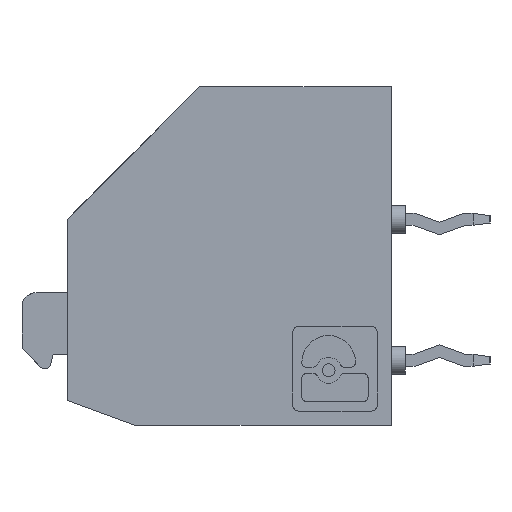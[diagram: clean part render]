
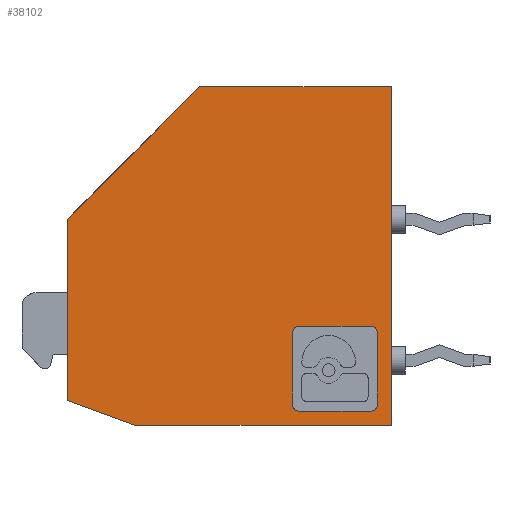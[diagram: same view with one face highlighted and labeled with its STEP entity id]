
A CAD part, left-side view. The second image highlights one B-rep face of the part: STEP entity #38102.
In plain terms, the highlighted planar face has unit normal (-1, 0, 0).
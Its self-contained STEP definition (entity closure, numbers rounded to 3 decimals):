
#24 = ORIENTED_EDGE ( 'NONE', *, *, #29422, .F. ) ;
#314 = VERTEX_POINT ( 'NONE', #39685 ) ;
#640 = VERTEX_POINT ( 'NONE', #16963 ) ;
#791 = ORIENTED_EDGE ( 'NONE', *, *, #41944, .F. ) ;
#881 = CARTESIAN_POINT ( 'NONE',  ( -30.75, 18.8, -6. ) ) ;
#1734 = VECTOR ( 'NONE', #29075, 1000. ) ;
#2200 = DIRECTION ( 'NONE',  ( -1., 0., 0. ) ) ;
#2444 = DIRECTION ( 'NONE',  ( 0., 1., 0. ) ) ;
#3575 = DIRECTION ( 'NONE',  ( 0., 0., 1. ) ) ;
#3779 = DIRECTION ( 'NONE',  ( 0., 0., 1. ) ) ;
#3782 = DIRECTION ( 'NONE',  ( 0., 0., -1. ) ) ;
#4082 = CIRCLE ( 'NONE', #18417, 0.211 ) ;
#4313 = EDGE_CURVE ( 'NONE', #21651, #314, #7404, .T. ) ;
#4678 = DIRECTION ( 'NONE',  ( 0., 0., 1. ) ) ;
#4995 = CIRCLE ( 'NONE', #31390, 0.211 ) ;
#5864 = VERTEX_POINT ( 'NONE', #7345 ) ;
#6191 = VERTEX_POINT ( 'NONE', #11930 ) ;
#6476 = VERTEX_POINT ( 'NONE', #36467 ) ;
#6900 = DIRECTION ( 'NONE',  ( 0., -1., 0. ) ) ;
#6981 = VECTOR ( 'NONE', #3782, 1000. ) ;
#7345 = CARTESIAN_POINT ( 'NONE',  ( -30.75, 0., 6. ) ) ;
#7404 = LINE ( 'NONE', #31986, #37292 ) ;
#7586 = CARTESIAN_POINT ( 'NONE',  ( -30.75, 0., 6. ) ) ;
#7901 = FACE_OUTER_BOUND ( 'NONE', #42146, .T. ) ;
#7927 = ORIENTED_EDGE ( 'NONE', *, *, #37520, .T. ) ;
#7988 = CARTESIAN_POINT ( 'NONE',  ( -30.75, 0., -6. ) ) ;
#8152 = EDGE_CURVE ( 'NONE', #6191, #41045, #21496, .T. ) ;
#8160 = ORIENTED_EDGE ( 'NONE', *, *, #30957, .F. ) ;
#8640 = CARTESIAN_POINT ( 'NONE',  ( -30.75, 6.8, 6. ) ) ;
#9003 = CARTESIAN_POINT ( 'NONE',  ( -30.75, 11.5, -6. ) ) ;
#9683 = CARTESIAN_POINT ( 'NONE',  ( -30.75, 0., -6. ) ) ;
#10948 = ORIENTED_EDGE ( 'NONE', *, *, #46364, .T. ) ;
#11851 = CARTESIAN_POINT ( 'NONE',  ( -30.75, 3.5, -5.289 ) ) ;
#11930 = CARTESIAN_POINT ( 'NONE',  ( -30.75, 11.5, -5.126 ) ) ;
#13745 = LINE ( 'NONE', #42578, #13767 ) ;
#13767 = VECTOR ( 'NONE', #2444, 1000. ) ;
#13821 = VECTOR ( 'NONE', #6900, 1000. ) ;
#14026 = VERTEX_POINT ( 'NONE', #30180 ) ;
#14159 = CARTESIAN_POINT ( 'NONE',  ( -30.75, 0., -9.312 ) ) ;
#15306 = ORIENTED_EDGE ( 'NONE', *, *, #38291, .T. ) ;
#15318 = LINE ( 'NONE', #7988, #42866 ) ;
#15404 = EDGE_CURVE ( 'NONE', #20308, #5864, #15318, .T. ) ;
#15615 = LINE ( 'NONE', #7586, #1734 ) ;
#16038 = EDGE_LOOP ( 'NONE', ( #24, #7927, #30967, #10948, #8160, #29060, #38410, #15306 ) ) ;
#16129 = PLANE ( 'NONE',  #32685 ) ;
#16770 = DIRECTION ( 'NONE',  ( 0., -1., 0. ) ) ;
#16963 = CARTESIAN_POINT ( 'NONE',  ( -30.75, 0.5, -5.289 ) ) ;
#16971 = CARTESIAN_POINT ( 'NONE',  ( -30.75, 11.5, 1.3 ) ) ;
#17553 = LINE ( 'NONE', #35482, #13821 ) ;
#17725 = CARTESIAN_POINT ( 'NONE',  ( -30.75, 0.5, -6. ) ) ;
#17754 = CARTESIAN_POINT ( 'NONE',  ( -30.75, 0.711, -2.711 ) ) ;
#17788 = EDGE_CURVE ( 'NONE', #41045, #20308, #28333, .T. ) ;
#17984 = DIRECTION ( 'NONE',  ( -1., 0., 0. ) ) ;
#18417 = AXIS2_PLACEMENT_3D ( 'NONE', #17754, #17984, #3575 ) ;
#18743 = VERTEX_POINT ( 'NONE', #29209 ) ;
#18804 = ORIENTED_EDGE ( 'NONE', *, *, #26317, .F. ) ;
#19585 = VERTEX_POINT ( 'NONE', #16971 ) ;
#20308 = VERTEX_POINT ( 'NONE', #24642 ) ;
#21029 = DIRECTION ( 'NONE',  ( 0., -0.94, -0.342 ) ) ;
#21496 = LINE ( 'NONE', #14159, #44201 ) ;
#21538 = CIRCLE ( 'NONE', #35892, 0.211 ) ;
#21651 = VERTEX_POINT ( 'NONE', #11851 ) ;
#21663 = VECTOR ( 'NONE', #44229, 1000. ) ;
#21720 = DIRECTION ( 'NONE',  ( -1., 0., 0. ) ) ;
#22137 = DIRECTION ( 'NONE',  ( 0., -0.707, 0.707 ) ) ;
#22378 = LINE ( 'NONE', #881, #34916 ) ;
#22528 = DIRECTION ( 'NONE',  ( 0., 0., 1. ) ) ;
#22939 = EDGE_CURVE ( 'NONE', #18743, #640, #44489, .T. ) ;
#23466 = DIRECTION ( 'NONE',  ( 0., 0., 1. ) ) ;
#24360 = ORIENTED_EDGE ( 'NONE', *, *, #17788, .T. ) ;
#24642 = CARTESIAN_POINT ( 'NONE',  ( -30.75, 0., -6. ) ) ;
#26317 = EDGE_CURVE ( 'NONE', #19585, #40632, #22378, .T. ) ;
#26688 = CARTESIAN_POINT ( 'NONE',  ( -30.75, 0.711, -5.289 ) ) ;
#28333 = LINE ( 'NONE', #9683, #42705 ) ;
#28458 = CARTESIAN_POINT ( 'NONE',  ( -30.75, 3.289, -5.5 ) ) ;
#28814 = CARTESIAN_POINT ( 'NONE',  ( -30.75, 0.5, -2.711 ) ) ;
#29060 = ORIENTED_EDGE ( 'NONE', *, *, #4313, .T. ) ;
#29075 = DIRECTION ( 'NONE',  ( 0., -1., 0. ) ) ;
#29209 = CARTESIAN_POINT ( 'NONE',  ( -30.75, 0.711, -5.5 ) ) ;
#29422 = EDGE_CURVE ( 'NONE', #39548, #6476, #4082, .T. ) ;
#29822 = LINE ( 'NONE', #9003, #21663 ) ;
#30180 = CARTESIAN_POINT ( 'NONE',  ( -30.75, 3.289, -2.5 ) ) ;
#30532 = CARTESIAN_POINT ( 'NONE',  ( -30.75, 0., 5.739 ) ) ;
#30957 = EDGE_CURVE ( 'NONE', #21651, #38795, #21538, .T. ) ;
#30967 = ORIENTED_EDGE ( 'NONE', *, *, #22939, .F. ) ;
#31390 = AXIS2_PLACEMENT_3D ( 'NONE', #36923, #41614, #22528 ) ;
#31986 = CARTESIAN_POINT ( 'NONE',  ( -30.75, 3.5, -6. ) ) ;
#32685 = AXIS2_PLACEMENT_3D ( 'NONE', #30532, #2200, #23466 ) ;
#33545 = DIRECTION ( 'NONE',  ( -1., 0., 0. ) ) ;
#34916 = VECTOR ( 'NONE', #22137, 1000. ) ;
#35482 = CARTESIAN_POINT ( 'NONE',  ( -30.75, 0., -2.5 ) ) ;
#35892 = AXIS2_PLACEMENT_3D ( 'NONE', #39680, #21720, #3779 ) ;
#36135 = EDGE_CURVE ( 'NONE', #40632, #5864, #15615, .T. ) ;
#36465 = DIRECTION ( 'NONE',  ( 0., 0., 1. ) ) ;
#36467 = CARTESIAN_POINT ( 'NONE',  ( -30.75, 0.711, -2.5 ) ) ;
#36923 = CARTESIAN_POINT ( 'NONE',  ( -30.75, 3.289, -2.711 ) ) ;
#37292 = VECTOR ( 'NONE', #36465, 1000. ) ;
#37520 = EDGE_CURVE ( 'NONE', #39548, #640, #42738, .T. ) ;
#37681 = AXIS2_PLACEMENT_3D ( 'NONE', #26688, #33545, #44406 ) ;
#38102 = ADVANCED_FACE ( 'NONE', ( #40275, #7901 ), #16129, .T. ) ;
#38247 = ORIENTED_EDGE ( 'NONE', *, *, #15404, .T. ) ;
#38291 = EDGE_CURVE ( 'NONE', #14026, #6476, #17553, .T. ) ;
#38410 = ORIENTED_EDGE ( 'NONE', *, *, #43057, .F. ) ;
#38532 = CARTESIAN_POINT ( 'NONE',  ( -30.75, 9.1, -6. ) ) ;
#38795 = VERTEX_POINT ( 'NONE', #28458 ) ;
#39548 = VERTEX_POINT ( 'NONE', #28814 ) ;
#39680 = CARTESIAN_POINT ( 'NONE',  ( -30.75, 3.289, -5.289 ) ) ;
#39685 = CARTESIAN_POINT ( 'NONE',  ( -30.75, 3.5, -2.711 ) ) ;
#40275 = FACE_BOUND ( 'NONE', #16038, .T. ) ;
#40632 = VERTEX_POINT ( 'NONE', #8640 ) ;
#41045 = VERTEX_POINT ( 'NONE', #38532 ) ;
#41614 = DIRECTION ( 'NONE',  ( -1., 0., 0. ) ) ;
#41944 = EDGE_CURVE ( 'NONE', #6191, #19585, #29822, .T. ) ;
#42146 = EDGE_LOOP ( 'NONE', ( #45457, #24360, #38247, #44348, #18804, #791 ) ) ;
#42578 = CARTESIAN_POINT ( 'NONE',  ( -30.75, 0., -5.5 ) ) ;
#42705 = VECTOR ( 'NONE', #16770, 1000. ) ;
#42738 = LINE ( 'NONE', #17725, #6981 ) ;
#42866 = VECTOR ( 'NONE', #4678, 1000. ) ;
#43057 = EDGE_CURVE ( 'NONE', #14026, #314, #4995, .T. ) ;
#44201 = VECTOR ( 'NONE', #21029, 1000. ) ;
#44229 = DIRECTION ( 'NONE',  ( 0., 0., 1. ) ) ;
#44348 = ORIENTED_EDGE ( 'NONE', *, *, #36135, .F. ) ;
#44406 = DIRECTION ( 'NONE',  ( 0., 0., 1. ) ) ;
#44489 = CIRCLE ( 'NONE', #37681, 0.211 ) ;
#45457 = ORIENTED_EDGE ( 'NONE', *, *, #8152, .T. ) ;
#46364 = EDGE_CURVE ( 'NONE', #18743, #38795, #13745, .T. ) ;
